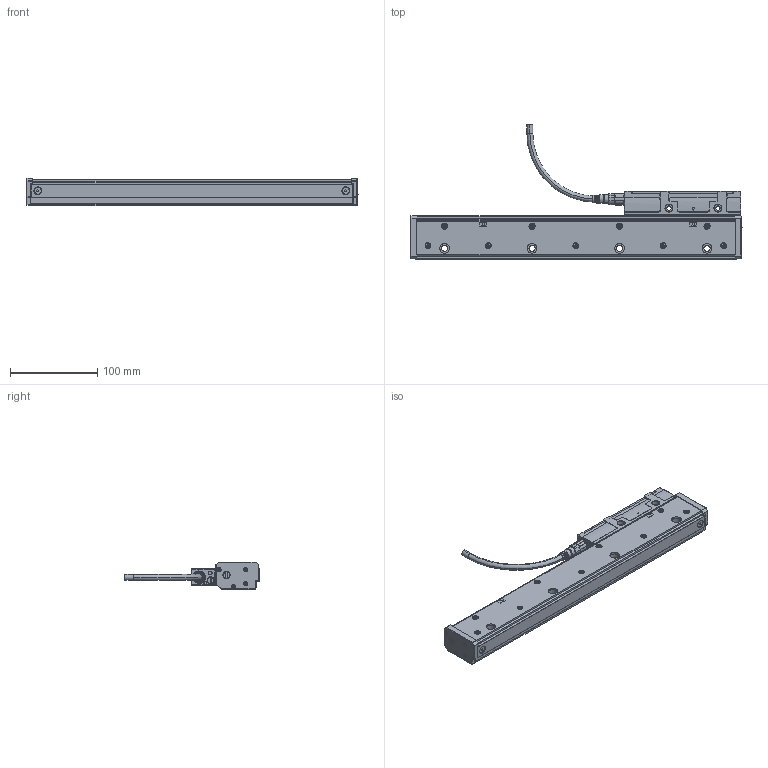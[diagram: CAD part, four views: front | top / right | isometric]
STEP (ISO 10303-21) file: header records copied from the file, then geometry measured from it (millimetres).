
FILE_DESCRIPTION(('CATIA V5 STEP'),'2;1');
FILE_NAME('SR67A-024-R.stp','2013-11-26T08:49:51+00:00',('none'),('none'),'CATIA Version 5 Release 19 SP 6 (IN-10)','CATIA V5 STEP AP214','none');
FILE_SCHEMA(('AUTOMOTIVE_DESIGN { 1 0 10303 214 1 1 1 1 }'));
Products named in the file (1): SR67A-024-R
Bounding box: 379.5 x 153.8 x 31.5 mm (x, y, z)
Volume: 555745.4 mm3; surface area: 104843.1 mm2
Topology: 1 solids, 73 shells, 2539 faces, 6645 edges, 4268 vertices
Faces by surface type: plane 1087, cylinder 981, cone 245, torus 107, sphere 75, bspline 33, extrusion 11
Entity records: 81564 total; most frequent: CARTESIAN_POINT 22641, ORIENTED_EDGE 13138, DIRECTION 10047, EDGE_CURVE 6569, AXIS2_PLACEMENT_3D 4602, VERTEX_POINT 4264, VECTOR 3286, LINE 3275
